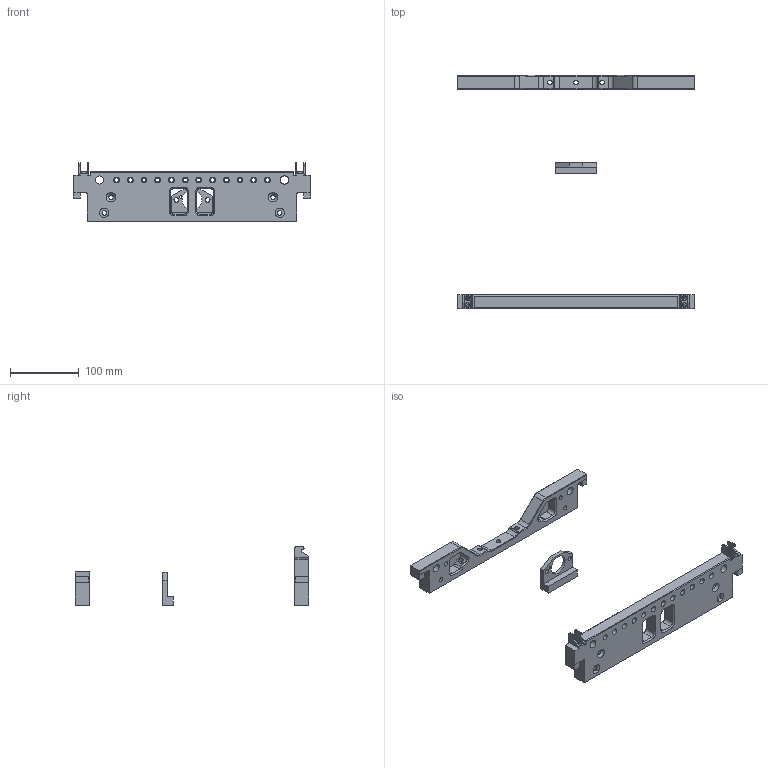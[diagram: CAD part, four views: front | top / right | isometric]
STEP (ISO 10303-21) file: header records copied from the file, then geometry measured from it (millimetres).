
FILE_DESCRIPTION(/* description */ (''),/* implementation_level */ '2;1');
FILE_NAME(/* name */ 'MT_BGR00106338_KRONES.stp',/* time_stamp */ '2024-03-06T08:26:00+01:00',/* author */ ('michael.schutter'),/* organization */ ('Majatronic'),/* preprocessor_version */ 'ST-DEVELOPER v19.2',/* originating_system */ 'Autodesk Inventor 2023',/* authorisation */ '');
FILE_SCHEMA (('AUTOMOTIVE_DESIGN { 1 0 10303 214 3 1 1 }'));
Length unit declared in the file: millimetre
Products named in the file (3): MT_BGR00107498; MT_WST00114228 Dummy Werkzeug-seitiger Wechseladaptersatz; MT_WST00113790 Aufnahme
Assembly tree (2 placements, depth 2):
  MT_BGR00107498
    MT_WST00114228 Dummy Werkzeug-seitiger Wechseladaptersatz
    MT_WST00113790 Aufnahme
Bounding box: 346 x 340 x 85 mm (x, y, z)
Volume: 513967.9 mm3; surface area: 142896.5 mm2
Topology: 3 solids, 3 shells, 647 faces, 1559 edges, 961 vertices
Faces by surface type: plane 308, cylinder 188, cone 119, torus 32
Full cylindrical faces by diameter (mm): 3.5 x1, 3.9 x2, 4 x2, 4.134 x2, 5 x2, 6 x12, 6.6 x10, 6.647 x18, 7 x4, 8 x12, 8.566 x12, 12 x4, 12.1 x24, 29 x1
Entity records: 19661 total; most frequent: DIRECTION 3381, CARTESIAN_POINT 3376, ORIENTED_EDGE 3076, EDGE_CURVE 1538, AXIS2_PLACEMENT_3D 1234, VERTEX_POINT 961, LINE 913, VECTOR 913
